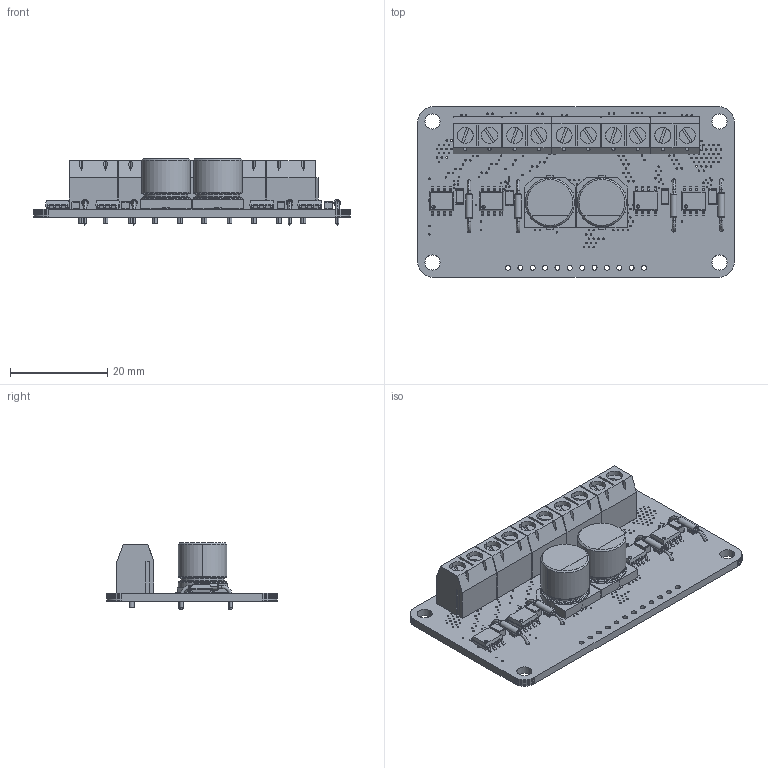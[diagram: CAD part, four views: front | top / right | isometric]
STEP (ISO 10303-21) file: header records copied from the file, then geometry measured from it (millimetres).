
FILE_DESCRIPTION(('PCB Model'),'2;1');
FILE_NAME('MD-10117-7Semi Vikram-453R6Q 45V 3.STEP','2024-01-03T20:01:33',( 'pritesh'),('Unspecified'),'Open CASCADE STEP processor 6.8', 'Proteus','Unknown');
FILE_SCHEMA(('CONFIG_CONTROL_DESIGN','SHAPE_APPEARANCE_LAYER_MIM'));
Length unit declared in the file: millimetre
Products named in the file (63): Open CASCADE STEP translator 6.8 1; Layer_1; J1; Open CASCADE STEP translator 6.8 1.2.1; Body_1; J2; Open CASCADE STEP translator 6.8 1.3.1; J4; Open CASCADE STEP translator 6.8 1.4.1; C2; Open CASCADE STEP translator 6.8 1.5.1; C4; Open CASCADE STEP translator 6.8 1.6.1; U1; Open CASCADE STEP translator 6.8 1.7.1; U2; Open CASCADE STEP translator 6.8 1.8.1; R2; Open CASCADE STEP translator 6.8 1.9.1; Pin_1; Pin_2; R4; R1; Open CASCADE STEP translator 6.8 1.11.1; =>[0:1:1:3]; =>[0:1:1:4]; =>[0:1:1:5]; =>[0:1:1:6]; R3; Open CASCADE STEP translator 6.8 1.12.1; C1; Open CASCADE STEP translator 6.8 1.13.1; Part_3; Part_2; Part_1; C3; Open CASCADE STEP translator 6.8 1.14.1; J3; Open CASCADE STEP translator 6.8 1.15.1; J6 ...
Assembly tree (85 placements, depth 5):
  Open CASCADE STEP translator 6.8 1
    Layer_1
    J1
      Open CASCADE STEP translator 6.8 1.2.1
        Body_1
    J2
      Open CASCADE STEP translator 6.8 1.3.1
        Body_1
    J4
      Open CASCADE STEP translator 6.8 1.4.1
        Body_1
    C2
      Open CASCADE STEP translator 6.8 1.5.1
        Body_1
    C4
      Open CASCADE STEP translator 6.8 1.6.1
        Body_1
    U1
      Open CASCADE STEP translator 6.8 1.7.1
        Body_1
    U2
      Open CASCADE STEP translator 6.8 1.8.1
        Body_1
    R2
      Open CASCADE STEP translator 6.8 1.9.1
        Body_1
        Pin_1
        Pin_2
    R4
      Open CASCADE STEP translator 6.8 1.9.1
        Body_1
        Pin_1
        Pin_2
    R1
      Open CASCADE STEP translator 6.8 1.11.1
        Body_1
          =>[0:1:1:3]
          =>[0:1:1:4]
          =>[0:1:1:5]
          =>[0:1:1:6]
    R3
      Open CASCADE STEP translator 6.8 1.12.1
        Body_1
          =>[0:1:1:3]
          =>[0:1:1:4]
          =>[0:1:1:5]
          =>[0:1:1:6]
    C1
      Open CASCADE STEP translator 6.8 1.13.1
        Body_1
          Part_3
          Part_2
          Part_1
    C3
      Open CASCADE STEP translator 6.8 1.14.1
        Body_1
          Part_3
          Part_2
          Part_1
    J3
Bounding box: 65 x 35 x 13.74 mm (x, y, z)
Volume: 8265.4 mm3; surface area: 11745.8 mm2
Topology: 52 solids, 52 shells, 2911 faces, 7822 edges, 5048 vertices
Faces by surface type: plane 1335, cylinder 1272, bspline 196, sphere 56, torus 32, cone 12, extrusion 8
Entity records: 57143 total; most frequent: CARTESIAN_POINT 11787, DIRECTION 8504, ORIENTED_EDGE 8164, EDGE_CURVE 4082, AXIS2_PLACEMENT_3D 3481, VERTEX_POINT 2684, FACE_BOUND 2336, EDGE_LOOP 2336
